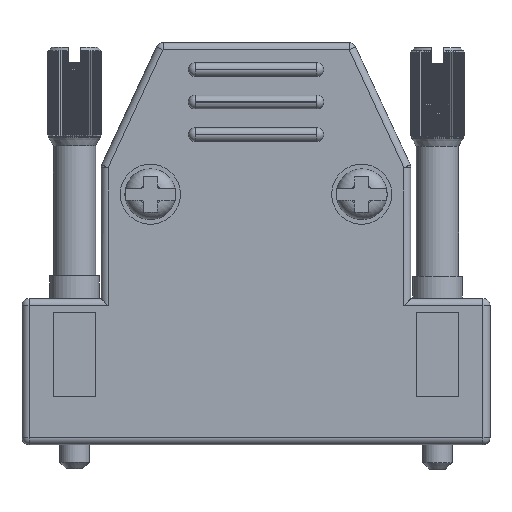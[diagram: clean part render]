
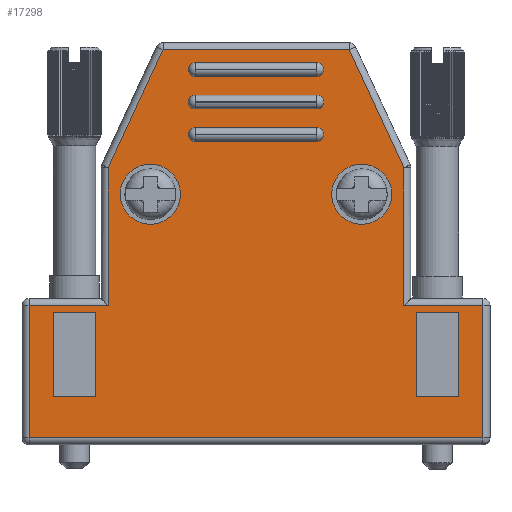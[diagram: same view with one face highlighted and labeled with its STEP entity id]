
A CAD part, front view. The second image highlights one B-rep face of the part: STEP entity #17298.
In plain terms, the highlighted planar face has unit normal (0, -1, 0).
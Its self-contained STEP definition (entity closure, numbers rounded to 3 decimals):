
#1308=CIRCLE('',#23035,2.775);
#1309=CIRCLE('',#23036,2.775);
#1310=CIRCLE('',#23037,0.635);
#1311=CIRCLE('',#23038,0.635);
#1312=CIRCLE('',#23039,0.635);
#1313=CIRCLE('',#23040,0.635);
#1314=CIRCLE('',#23041,0.635);
#1315=CIRCLE('',#23042,0.635);
#1915=ORIENTED_EDGE('',*,*,#7385,.T.);
#1916=ORIENTED_EDGE('',*,*,#7386,.T.);
#1917=ORIENTED_EDGE('',*,*,#7387,.T.);
#1918=ORIENTED_EDGE('',*,*,#7388,.T.);
#1919=ORIENTED_EDGE('',*,*,#7389,.T.);
#1920=ORIENTED_EDGE('',*,*,#7390,.T.);
#1921=ORIENTED_EDGE('',*,*,#7391,.T.);
#1922=ORIENTED_EDGE('',*,*,#7392,.T.);
#1923=ORIENTED_EDGE('',*,*,#7393,.T.);
#1924=ORIENTED_EDGE('',*,*,#7394,.T.);
#1925=ORIENTED_EDGE('',*,*,#7395,.F.);
#1926=ORIENTED_EDGE('',*,*,#7396,.F.);
#1927=ORIENTED_EDGE('',*,*,#7397,.F.);
#1928=ORIENTED_EDGE('',*,*,#7398,.F.);
#1929=ORIENTED_EDGE('',*,*,#7399,.T.);
#1930=ORIENTED_EDGE('',*,*,#7400,.F.);
#1931=ORIENTED_EDGE('',*,*,#7401,.F.);
#1932=ORIENTED_EDGE('',*,*,#7402,.F.);
#1933=ORIENTED_EDGE('',*,*,#7403,.F.);
#1934=ORIENTED_EDGE('',*,*,#7404,.T.);
#1935=ORIENTED_EDGE('',*,*,#7405,.F.);
#1936=ORIENTED_EDGE('',*,*,#7406,.F.);
#1937=ORIENTED_EDGE('',*,*,#7407,.F.);
#1938=ORIENTED_EDGE('',*,*,#7408,.F.);
#1939=ORIENTED_EDGE('',*,*,#7409,.F.);
#1940=ORIENTED_EDGE('',*,*,#7410,.F.);
#1941=ORIENTED_EDGE('',*,*,#7411,.F.);
#1942=ORIENTED_EDGE('',*,*,#7412,.F.);
#1943=ORIENTED_EDGE('',*,*,#7413,.F.);
#1944=ORIENTED_EDGE('',*,*,#7414,.F.);
#1945=ORIENTED_EDGE('',*,*,#7415,.F.);
#1946=ORIENTED_EDGE('',*,*,#7416,.F.);
#7385=EDGE_CURVE('',#10120,#10121,#11939,.T.);
#7386=EDGE_CURVE('',#10121,#10122,#11940,.T.);
#7387=EDGE_CURVE('',#10122,#10123,#11941,.T.);
#7388=EDGE_CURVE('',#10123,#10124,#11942,.T.);
#7389=EDGE_CURVE('',#10124,#10125,#11943,.T.);
#7390=EDGE_CURVE('',#10125,#10126,#11944,.T.);
#7391=EDGE_CURVE('',#10126,#10127,#11945,.T.);
#7392=EDGE_CURVE('',#10127,#10128,#11946,.T.);
#7393=EDGE_CURVE('',#10128,#10129,#11947,.T.);
#7394=EDGE_CURVE('',#10129,#10120,#11948,.T.);
#7395=EDGE_CURVE('',#10130,#10131,#11949,.T.);
#7396=EDGE_CURVE('',#10132,#10130,#11950,.T.);
#7397=EDGE_CURVE('',#10133,#10132,#11951,.T.);
#7398=EDGE_CURVE('',#10131,#10133,#11952,.T.);
#7399=EDGE_CURVE('',#10134,#10134,#1308,.T.);
#7400=EDGE_CURVE('',#10135,#10136,#11953,.T.);
#7401=EDGE_CURVE('',#10137,#10135,#11954,.T.);
#7402=EDGE_CURVE('',#10138,#10137,#11955,.T.);
#7403=EDGE_CURVE('',#10136,#10138,#11956,.T.);
#7404=EDGE_CURVE('',#10139,#10139,#1309,.T.);
#7405=EDGE_CURVE('',#10140,#10141,#11957,.T.);
#7406=EDGE_CURVE('',#10142,#10140,#1310,.T.);
#7407=EDGE_CURVE('',#10143,#10142,#11958,.T.);
#7408=EDGE_CURVE('',#10141,#10143,#1311,.T.);
#7409=EDGE_CURVE('',#10144,#10145,#11959,.T.);
#7410=EDGE_CURVE('',#10146,#10144,#1312,.T.);
#7411=EDGE_CURVE('',#10147,#10146,#11960,.T.);
#7412=EDGE_CURVE('',#10145,#10147,#1313,.T.);
#7413=EDGE_CURVE('',#10148,#10149,#11961,.T.);
#7414=EDGE_CURVE('',#10150,#10148,#1314,.T.);
#7415=EDGE_CURVE('',#10151,#10150,#11962,.T.);
#7416=EDGE_CURVE('',#10149,#10151,#1315,.T.);
#10120=VERTEX_POINT('',#29176);
#10121=VERTEX_POINT('',#29177);
#10122=VERTEX_POINT('',#29179);
#10123=VERTEX_POINT('',#29181);
#10124=VERTEX_POINT('',#29183);
#10125=VERTEX_POINT('',#29185);
#10126=VERTEX_POINT('',#29187);
#10127=VERTEX_POINT('',#29189);
#10128=VERTEX_POINT('',#29191);
#10129=VERTEX_POINT('',#29193);
#10130=VERTEX_POINT('',#29196);
#10131=VERTEX_POINT('',#29197);
#10132=VERTEX_POINT('',#29199);
#10133=VERTEX_POINT('',#29201);
#10134=VERTEX_POINT('',#29204);
#10135=VERTEX_POINT('',#29206);
#10136=VERTEX_POINT('',#29207);
#10137=VERTEX_POINT('',#29209);
#10138=VERTEX_POINT('',#29211);
#10139=VERTEX_POINT('',#29214);
#10140=VERTEX_POINT('',#29216);
#10141=VERTEX_POINT('',#29217);
#10142=VERTEX_POINT('',#29219);
#10143=VERTEX_POINT('',#29221);
#10144=VERTEX_POINT('',#29224);
#10145=VERTEX_POINT('',#29225);
#10146=VERTEX_POINT('',#29227);
#10147=VERTEX_POINT('',#29229);
#10148=VERTEX_POINT('',#29232);
#10149=VERTEX_POINT('',#29233);
#10150=VERTEX_POINT('',#29235);
#10151=VERTEX_POINT('',#29237);
#11939=LINE('',#29175,#13183);
#11940=LINE('',#29178,#13184);
#11941=LINE('',#29180,#13185);
#11942=LINE('',#29182,#13186);
#11943=LINE('',#29184,#13187);
#11944=LINE('',#29186,#13188);
#11945=LINE('',#29188,#13189);
#11946=LINE('',#29190,#13190);
#11947=LINE('',#29192,#13191);
#11948=LINE('',#29194,#13192);
#11949=LINE('',#29195,#13193);
#11950=LINE('',#29198,#13194);
#11951=LINE('',#29200,#13195);
#11952=LINE('',#29202,#13196);
#11953=LINE('',#29205,#13197);
#11954=LINE('',#29208,#13198);
#11955=LINE('',#29210,#13199);
#11956=LINE('',#29212,#13200);
#11957=LINE('',#29215,#13201);
#11958=LINE('',#29220,#13202);
#11959=LINE('',#29223,#13203);
#11960=LINE('',#29228,#13204);
#11961=LINE('',#29231,#13205);
#11962=LINE('',#29236,#13206);
#13183=VECTOR('',#24669,1000.);
#13184=VECTOR('',#24670,1000.);
#13185=VECTOR('',#24671,1000.);
#13186=VECTOR('',#24672,1000.);
#13187=VECTOR('',#24673,1000.);
#13188=VECTOR('',#24674,1000.);
#13189=VECTOR('',#24675,1000.);
#13190=VECTOR('',#24676,1000.);
#13191=VECTOR('',#24677,1000.);
#13192=VECTOR('',#24678,1000.);
#13193=VECTOR('',#24679,1000.);
#13194=VECTOR('',#24680,1000.);
#13195=VECTOR('',#24681,1000.);
#13196=VECTOR('',#24682,1000.);
#13197=VECTOR('',#24685,1000.);
#13198=VECTOR('',#24686,1000.);
#13199=VECTOR('',#24687,1000.);
#13200=VECTOR('',#24688,1000.);
#13201=VECTOR('',#24691,1000.);
#13202=VECTOR('',#24694,1000.);
#13203=VECTOR('',#24697,1000.);
#13204=VECTOR('',#24700,1000.);
#13205=VECTOR('',#24703,1000.);
#13206=VECTOR('',#24706,1000.);
#14427=EDGE_LOOP('',(#1915,#1916,#1917,#1918,#1919,#1920,#1921,#1922,#1923,
#1924));
#14428=EDGE_LOOP('',(#1925,#1926,#1927,#1928));
#14429=EDGE_LOOP('',(#1929));
#14430=EDGE_LOOP('',(#1930,#1931,#1932,#1933));
#14431=EDGE_LOOP('',(#1934));
#14432=EDGE_LOOP('',(#1935,#1936,#1937,#1938));
#14433=EDGE_LOOP('',(#1939,#1940,#1941,#1942));
#14434=EDGE_LOOP('',(#1943,#1944,#1945,#1946));
#15525=FACE_BOUND('',#14427,.T.);
#15526=FACE_BOUND('',#14428,.T.);
#15527=FACE_BOUND('',#14429,.T.);
#15528=FACE_BOUND('',#14430,.T.);
#15529=FACE_BOUND('',#14431,.T.);
#15530=FACE_BOUND('',#14432,.T.);
#15531=FACE_BOUND('',#14433,.T.);
#15532=FACE_BOUND('',#14434,.T.);
#16623=PLANE('',#23034);
#17298=ADVANCED_FACE('',(#15525,#15526,#15527,#15528,#15529,#15530,#15531,
#15532),#16623,.T.);
#23034=AXIS2_PLACEMENT_3D('',#29174,#24667,#24668);
#23035=AXIS2_PLACEMENT_3D('',#29203,#24683,#24684);
#23036=AXIS2_PLACEMENT_3D('',#29213,#24689,#24690);
#23037=AXIS2_PLACEMENT_3D('',#29218,#24692,#24693);
#23038=AXIS2_PLACEMENT_3D('',#29222,#24695,#24696);
#23039=AXIS2_PLACEMENT_3D('',#29226,#24698,#24699);
#23040=AXIS2_PLACEMENT_3D('',#29230,#24701,#24702);
#23041=AXIS2_PLACEMENT_3D('',#29234,#24704,#24705);
#23042=AXIS2_PLACEMENT_3D('',#29238,#24707,#24708);
#24667=DIRECTION('',(0.,-1.,0.));
#24668=DIRECTION('',(0.,0.,-1.));
#24669=DIRECTION('',(-1.,0.,0.));
#24670=DIRECTION('',(0.,0.,1.));
#24671=DIRECTION('',(-0.422,0.,0.907));
#24672=DIRECTION('',(-1.,0.,0.));
#24673=DIRECTION('',(-0.422,0.,-0.907));
#24674=DIRECTION('',(0.,0.,-1.));
#24675=DIRECTION('',(-1.,0.,0.));
#24676=DIRECTION('',(0.,0.,-1.));
#24677=DIRECTION('',(1.,0.,0.));
#24678=DIRECTION('',(0.,0.,1.));
#24679=DIRECTION('',(1.,0.,0.));
#24680=DIRECTION('',(0.,0.,-1.));
#24681=DIRECTION('',(-1.,0.,0.));
#24682=DIRECTION('',(0.,0.,1.));
#24683=DIRECTION('',(0.,1.,0.));
#24684=DIRECTION('',(-1.,0.,0.));
#24685=DIRECTION('',(0.,0.,-1.));
#24686=DIRECTION('',(-1.,0.,0.));
#24687=DIRECTION('',(0.,0.,1.));
#24688=DIRECTION('',(1.,0.,0.));
#24689=DIRECTION('',(0.,1.,0.));
#24690=DIRECTION('',(1.,0.,0.));
#24691=DIRECTION('',(1.,0.,0.));
#24692=DIRECTION('',(0.,-1.,0.));
#24693=DIRECTION('',(1.,0.,0.));
#24694=DIRECTION('',(-1.,0.,0.));
#24695=DIRECTION('',(0.,-1.,0.));
#24696=DIRECTION('',(-1.,0.,0.));
#24697=DIRECTION('',(1.,0.,0.));
#24698=DIRECTION('',(0.,-1.,0.));
#24699=DIRECTION('',(1.,0.,0.));
#24700=DIRECTION('',(-1.,0.,0.));
#24701=DIRECTION('',(0.,-1.,0.));
#24702=DIRECTION('',(-1.,0.,0.));
#24703=DIRECTION('',(1.,0.,0.));
#24704=DIRECTION('',(0.,-1.,0.));
#24705=DIRECTION('',(1.,0.,0.));
#24706=DIRECTION('',(-1.,0.,0.));
#24707=DIRECTION('',(0.,-1.,0.));
#24708=DIRECTION('',(-1.,0.,0.));
#29174=CARTESIAN_POINT('',(0.,-4.5,0.));
#29175=CARTESIAN_POINT('',(14.3,-4.5,-6.75));
#29176=CARTESIAN_POINT('',(20.95,-4.5,-6.75));
#29177=CARTESIAN_POINT('',(13.65,-4.5,-6.75));
#29178=CARTESIAN_POINT('',(13.65,-4.5,6.1));
#29179=CARTESIAN_POINT('',(13.65,-4.5,5.956));
#29180=CARTESIAN_POINT('',(8.411,-4.5,17.226));
#29181=CARTESIAN_POINT('',(8.585,-4.5,16.85));
#29182=CARTESIAN_POINT('',(-9.,-4.5,16.85));
#29183=CARTESIAN_POINT('',(-8.585,-4.5,16.85));
#29184=CARTESIAN_POINT('',(-13.711,-4.5,5.826));
#29185=CARTESIAN_POINT('',(-13.65,-4.5,5.956));
#29186=CARTESIAN_POINT('',(-13.65,-4.5,-6.1));
#29187=CARTESIAN_POINT('',(-13.65,-4.5,-6.75));
#29188=CARTESIAN_POINT('',(-21.6,-4.5,-6.75));
#29189=CARTESIAN_POINT('',(-20.95,-4.5,-6.75));
#29190=CARTESIAN_POINT('',(-20.95,-4.5,-19.6));
#29191=CARTESIAN_POINT('',(-20.95,-4.5,-18.95));
#29192=CARTESIAN_POINT('',(21.6,-4.5,-18.95));
#29193=CARTESIAN_POINT('',(20.95,-4.5,-18.95));
#29194=CARTESIAN_POINT('',(20.95,-4.5,-6.1));
#29195=CARTESIAN_POINT('',(14.8,-4.5,-15.16));
#29196=CARTESIAN_POINT('',(14.8,-4.5,-15.16));
#29197=CARTESIAN_POINT('',(18.7,-4.5,-15.16));
#29198=CARTESIAN_POINT('',(14.8,-4.5,-7.39));
#29199=CARTESIAN_POINT('',(14.8,-4.5,-7.39));
#29200=CARTESIAN_POINT('',(18.7,-4.5,-7.39));
#29201=CARTESIAN_POINT('',(18.7,-4.5,-7.39));
#29202=CARTESIAN_POINT('',(18.7,-4.5,-15.16));
#29203=CARTESIAN_POINT('',(9.757,-4.5,3.526));
#29204=CARTESIAN_POINT('',(6.982,-4.5,3.526));
#29205=CARTESIAN_POINT('',(-18.7,-4.5,-7.39));
#29206=CARTESIAN_POINT('',(-18.7,-4.5,-7.39));
#29207=CARTESIAN_POINT('',(-18.7,-4.5,-15.16));
#29208=CARTESIAN_POINT('',(-14.8,-4.5,-7.39));
#29209=CARTESIAN_POINT('',(-14.8,-4.5,-7.39));
#29210=CARTESIAN_POINT('',(-14.8,-4.5,-15.16));
#29211=CARTESIAN_POINT('',(-14.8,-4.5,-15.16));
#29212=CARTESIAN_POINT('',(-18.7,-4.5,-15.16));
#29213=CARTESIAN_POINT('',(-9.757,-4.5,3.526));
#29214=CARTESIAN_POINT('',(-6.982,-4.5,3.526));
#29215=CARTESIAN_POINT('',(-5.61,-4.5,14.4));
#29216=CARTESIAN_POINT('',(-5.61,-4.5,14.4));
#29217=CARTESIAN_POINT('',(5.61,-4.5,14.4));
#29218=CARTESIAN_POINT('',(-5.61,-4.5,15.035));
#29219=CARTESIAN_POINT('',(-5.61,-4.5,15.67));
#29220=CARTESIAN_POINT('',(5.61,-4.5,15.67));
#29221=CARTESIAN_POINT('',(5.61,-4.5,15.67));
#29222=CARTESIAN_POINT('',(5.61,-4.5,15.035));
#29223=CARTESIAN_POINT('',(-5.61,-4.5,11.4));
#29224=CARTESIAN_POINT('',(-5.61,-4.5,11.4));
#29225=CARTESIAN_POINT('',(5.61,-4.5,11.4));
#29226=CARTESIAN_POINT('',(-5.61,-4.5,12.035));
#29227=CARTESIAN_POINT('',(-5.61,-4.5,12.67));
#29228=CARTESIAN_POINT('',(5.61,-4.5,12.67));
#29229=CARTESIAN_POINT('',(5.61,-4.5,12.67));
#29230=CARTESIAN_POINT('',(5.61,-4.5,12.035));
#29231=CARTESIAN_POINT('',(-5.61,-4.5,8.4));
#29232=CARTESIAN_POINT('',(-5.61,-4.5,8.4));
#29233=CARTESIAN_POINT('',(5.61,-4.5,8.4));
#29234=CARTESIAN_POINT('',(-5.61,-4.5,9.035));
#29235=CARTESIAN_POINT('',(-5.61,-4.5,9.67));
#29236=CARTESIAN_POINT('',(5.61,-4.5,9.67));
#29237=CARTESIAN_POINT('',(5.61,-4.5,9.67));
#29238=CARTESIAN_POINT('',(5.61,-4.5,9.035));
